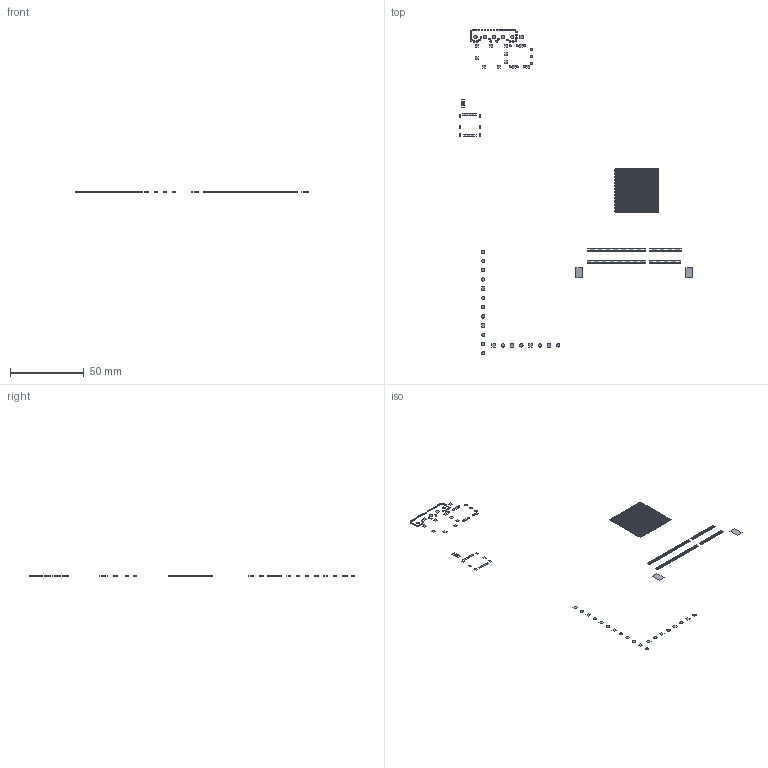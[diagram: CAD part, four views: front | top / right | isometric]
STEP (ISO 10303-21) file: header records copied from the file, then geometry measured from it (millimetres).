
FILE_DESCRIPTION(('STEP AP214'),'1');
FILE_NAME('pcb_SOLDERMASK_TOP.stp','2024-08-25T18:49:00',(' '),(' '),'Spatial InterOp 3D',' ',' ');
FILE_SCHEMA(('AUTOMOTIVE_DESIGN { 1 0 10303 214 1 1 1 1 }'));
Length unit declared in the file: millimetre
Products named in the file (35): SOLDERMASK_TOP_Model_11_300_; SOLDERMASK_TOP_Model_11_Inst; SOLDERMASK_TOP_Model_11(204); SOLDERMASK_TOP_Model_11_200_; SOLDERMASK_TOP_Model_11_100_; SOLDERMASK_TOP (1226 bodies); SOLDERMASK_TOP_Model_10(18); SOLDERMASK_TOP_Model_10_Inst; SOLDERMASK_TOP_Model_9(16); SOLDERMASK_TOP_Model_9_Inst; SOLDERMASK_TOP_Model_8(6); SOLDERMASK_TOP_Model_8_Inst; SOLDERMASK_TOP_Model_7(11); SOLDERMASK_TOP_Model_7_Inst; SOLDERMASK_TOP_Model_6(13); SOLDERMASK_TOP_Model_6_Inst; SOLDERMASK_TOP_Model_5(2); SOLDERMASK_TOP_Model_5_Inst; SOLDERMASK_TOP_Model_4_900_; SOLDERMASK_TOP_Model_4_Inst; SOLDERMASK_TOP_Model_4(900); SOLDERMASK_TOP_Model_4_800_; SOLDERMASK_TOP_Model_4_700_; SOLDERMASK_TOP_Model_4_600_; SOLDERMASK_TOP_Model_4_500_; SOLDERMASK_TOP_Model_4_400_; SOLDERMASK_TOP_Model_4_300_; SOLDERMASK_TOP_Model_4_200_; SOLDERMASK_TOP_Model_4_100_; SOLDERMASK_TOP_Model_3(34); SOLDERMASK_TOP_Model_3_Inst; SOLDERMASK_TOP_Model_2(9); SOLDERMASK_TOP_Model_2_Inst; SOLDERMASK_TOP_Model_1(13); SOLDERMASK_TOP_Model_1_Inst
Assembly tree (1249 placements, depth 4):
  SOLDERMASK_TOP (1226 bodies)
    SOLDERMASK_TOP_Model_11(204)
      SOLDERMASK_TOP_Model_11_300_
        SOLDERMASK_TOP_Model_11_Inst  x4
      SOLDERMASK_TOP_Model_11_200_
        SOLDERMASK_TOP_Model_11_Inst  x100
      SOLDERMASK_TOP_Model_11_100_
        SOLDERMASK_TOP_Model_11_Inst  x100
    SOLDERMASK_TOP_Model_10(18)
      SOLDERMASK_TOP_Model_10_Inst  x18
    SOLDERMASK_TOP_Model_9(16)
      SOLDERMASK_TOP_Model_9_Inst  x16
    SOLDERMASK_TOP_Model_8(6)
      SOLDERMASK_TOP_Model_8_Inst  x6
    SOLDERMASK_TOP_Model_7(11)
      SOLDERMASK_TOP_Model_7_Inst  x11
    SOLDERMASK_TOP_Model_6(13)
      SOLDERMASK_TOP_Model_6_Inst  x13
    SOLDERMASK_TOP_Model_5(2)
      SOLDERMASK_TOP_Model_5_Inst  x2
    SOLDERMASK_TOP_Model_4(900)
      SOLDERMASK_TOP_Model_4_900_
        SOLDERMASK_TOP_Model_4_Inst  x100
      SOLDERMASK_TOP_Model_4_800_
        SOLDERMASK_TOP_Model_4_Inst  x100
      SOLDERMASK_TOP_Model_4_700_
        SOLDERMASK_TOP_Model_4_Inst  x100
      SOLDERMASK_TOP_Model_4_600_
        SOLDERMASK_TOP_Model_4_Inst  x100
      SOLDERMASK_TOP_Model_4_500_
        SOLDERMASK_TOP_Model_4_Inst  x100
      SOLDERMASK_TOP_Model_4_400_
        SOLDERMASK_TOP_Model_4_Inst  x100
      SOLDERMASK_TOP_Model_4_300_
        SOLDERMASK_TOP_Model_4_Inst  x100
      SOLDERMASK_TOP_Model_4_200_
        SOLDERMASK_TOP_Model_4_Inst  x100
      SOLDERMASK_TOP_Model_4_100_
        SOLDERMASK_TOP_Model_4_Inst  x100
    SOLDERMASK_TOP_Model_3(34)
      SOLDERMASK_TOP_Model_3_Inst  x34
    SOLDERMASK_TOP_Model_2(9)
      SOLDERMASK_TOP_Model_2_Inst  x9
    SOLDERMASK_TOP_Model_1(13)
      SOLDERMASK_TOP_Model_1_Inst  x13
Bounding box: 158.45 x 220.81 x 0.01 mm (x, y, z)
Volume: 6.3 mm3; surface area: 1283.4 mm2
Topology: 1226 solids, 1226 shells, 5444 faces, 8976 edges, 5984 vertices
Faces by surface type: plane 3532, cylinder 1912
Entity records: 12156 total; most frequent: DIRECTION 2786, CARTESIAN_POINT 1511, AXIS2_PLACEMENT_3D 1347, PRODUCT_DEFINITION_SHAPE 1284, CONTEXT_DEPENDENT_SHAPE_REPRESENTATION 1249, ITEM_DEFINED_TRANSFORMATION 1249, NEXT_ASSEMBLY_USAGE_OCCURRENCE 1249, ORIENTED_EDGE 216
